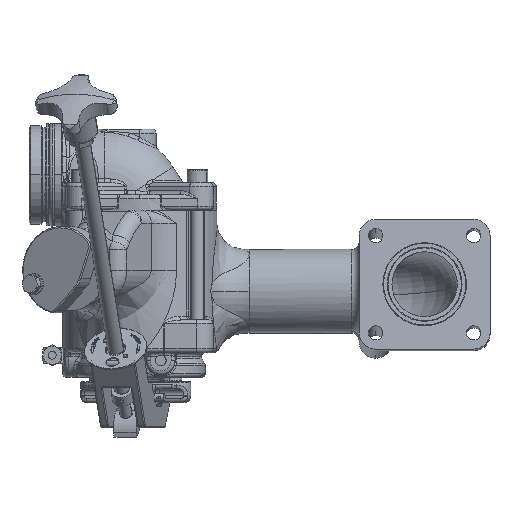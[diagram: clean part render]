
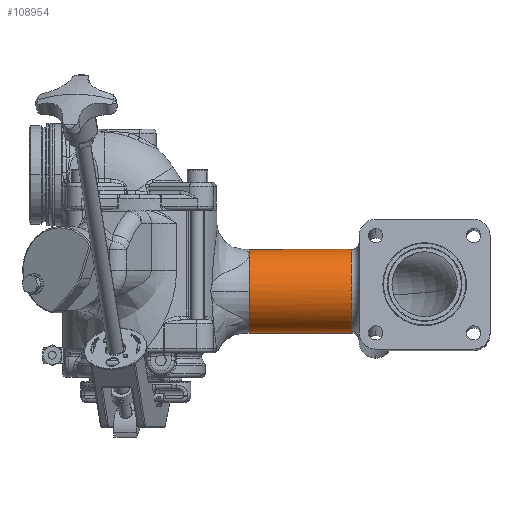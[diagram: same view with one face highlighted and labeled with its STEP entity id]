
A CAD part, front view. The second image highlights one B-rep face of the part: STEP entity #108954.
In plain terms, the highlighted cylindrical face has radius 32 mm (diameter 64 mm), a partial arc.
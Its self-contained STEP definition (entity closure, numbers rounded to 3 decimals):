
#5017 = AXIS2_PLACEMENT_3D ( 'NONE', #85995, #85975, #85973 ) ;
#5041 = AXIS2_PLACEMENT_3D ( 'NONE', #136755, #137211, #138355 ) ;
#5383 = AXIS2_PLACEMENT_3D ( 'NONE', #50667, #49094, #47775 ) ;
#24708 = VERTEX_POINT ( 'NONE', #93200 ) ;
#24716 = VERTEX_POINT ( 'NONE', #93014 ) ;
#28242 = ORIENTED_EDGE ( 'NONE', *, *, #74342, .T. ) ;
#28244 = ORIENTED_EDGE ( 'NONE', *, *, #82661, .T. ) ;
#28264 = ORIENTED_EDGE ( 'NONE', *, *, #74338, .T. ) ;
#29589 = ORIENTED_EDGE ( 'NONE', *, *, #74306, .T. ) ;
#29592 = ORIENTED_EDGE ( 'NONE', *, *, #74231, .T. ) ;
#29603 = ORIENTED_EDGE ( 'NONE', *, *, #74417, .F. ) ;
#29615 = ORIENTED_EDGE ( 'NONE', *, *, #74271, .T. ) ;
#42490 = VERTEX_POINT ( 'NONE', #85238 ) ;
#42763 = VERTEX_POINT ( 'NONE', #84971 ) ;
#43212 = VERTEX_POINT ( 'NONE', #85268 ) ;
#43308 = VERTEX_POINT ( 'NONE', #86250 ) ;
#43561 = VERTEX_POINT ( 'NONE', #85545 ) ;
#47775 = DIRECTION ( 'NONE',  ( 0., 0., -1. ) ) ;
#49094 = DIRECTION ( 'NONE',  ( 1., 0., 0. ) ) ;
#50667 = CARTESIAN_POINT ( 'NONE',  ( 83.7, 27., -62. ) ) ;
#64461 = DIRECTION ( 'NONE',  ( -1., 0., 0. ) ) ;
#64462 = DIRECTION ( 'NONE',  ( 0., 0., 1. ) ) ;
#64469 = CARTESIAN_POINT ( 'NONE',  ( 174., 27., -62. ) ) ;
#71520 = B_SPLINE_CURVE_WITH_KNOTS ( 'NONE', 3,
 ( #139067, #139024, #138435, #138941 ),
 .UNSPECIFIED., .F., .F.,
 ( 4, 4 ),
 ( 0., 0.001 ),
 .UNSPECIFIED. ) ;
#71532 = B_SPLINE_CURVE_WITH_KNOTS ( 'NONE', 3,
 ( #137223, #137368, #137380, #137382, #137379, #137377, #137375, #137373 ),
 .UNSPECIFIED., .F., .F.,
 ( 4, 2, 2, 4 ),
 ( 0.001, 0.006, 0.008, 0.01 ),
 .UNSPECIFIED. ) ;
#74231 = EDGE_CURVE ( 'NONE', #42490, #42763, #101101, .T. ) ;
#74271 = EDGE_CURVE ( 'NONE', #43212, #24716, #101364, .T. ) ;
#74306 = EDGE_CURVE ( 'NONE', #42763, #43308, #71520, .T. ) ;
#74338 = EDGE_CURVE ( 'NONE', #43561, #42490, #71532, .T. ) ;
#74342 = EDGE_CURVE ( 'NONE', #43308, #43212, #101282, .T. ) ;
#74417 = EDGE_CURVE ( 'NONE', #43561, #24708, #101068, .T. ) ;
#82661 = EDGE_CURVE ( 'NONE', #24716, #24708, #99551, .T. ) ;
#84971 = CARTESIAN_POINT ( 'NONE',  ( 162., 25.713, -30.026 ) ) ;
#85238 = CARTESIAN_POINT ( 'NONE',  ( 162., 18.016, -92.713 ) ) ;
#85268 = CARTESIAN_POINT ( 'NONE',  ( 83.7, 27., -30. ) ) ;
#85545 = CARTESIAN_POINT ( 'NONE',  ( 162.001, 27., -94. ) ) ;
#85973 = DIRECTION ( 'NONE',  ( 0., 0., -1. ) ) ;
#85975 = DIRECTION ( 'NONE',  ( -1., 0., 0. ) ) ;
#85995 = CARTESIAN_POINT ( 'NONE',  ( 162., 27., -62. ) ) ;
#86250 = CARTESIAN_POINT ( 'NONE',  ( 162.001, 27., -30. ) ) ;
#93014 = CARTESIAN_POINT ( 'NONE',  ( 83.7, -5., -62. ) ) ;
#93200 = CARTESIAN_POINT ( 'NONE',  ( 83.7, 27., -94. ) ) ;
#99551 = CIRCLE ( 'NONE', #5383, 32. ) ;
#101068 = LINE ( 'NONE', #138016, #101431 ) ;
#101101 = CIRCLE ( 'NONE', #5017, 32. ) ;
#101278 = VECTOR ( 'NONE', #137384, 1000. ) ;
#101282 = LINE ( 'NONE', #137391, #101278 ) ;
#101364 = CIRCLE ( 'NONE', #5041, 32. ) ;
#101431 = VECTOR ( 'NONE', #138014, 1000. ) ;
#105517 = AXIS2_PLACEMENT_3D ( 'NONE', #64469, #64461, #64462 ) ;
#108954 = ADVANCED_FACE ( 'NONE', ( #151570 ), #151569, .T. ) ;
#122760 = EDGE_LOOP ( 'NONE', ( #29603, #28264, #29592, #29589, #28242, #29615, #28244 ) ) ;
#136755 = CARTESIAN_POINT ( 'NONE',  ( 83.7, 27., -62. ) ) ;
#137211 = DIRECTION ( 'NONE',  ( 1., 0., 0. ) ) ;
#137223 = CARTESIAN_POINT ( 'NONE',  ( 162.001, 27., -94. ) ) ;
#137368 = CARTESIAN_POINT ( 'NONE',  ( 162.004, 25.48, -94. ) ) ;
#137373 = CARTESIAN_POINT ( 'NONE',  ( 162., 18.016, -92.713 ) ) ;
#137375 = CARTESIAN_POINT ( 'NONE',  ( 162., 18.749, -92.928 ) ) ;
#137377 = CARTESIAN_POINT ( 'NONE',  ( 162.002, 19.491, -93.116 ) ) ;
#137379 = CARTESIAN_POINT ( 'NONE',  ( 162.005, 20.978, -93.437 ) ) ;
#137380 = CARTESIAN_POINT ( 'NONE',  ( 162.008, 23.971, -93.892 ) ) ;
#137382 = CARTESIAN_POINT ( 'NONE',  ( 162.006, 21.724, -93.571 ) ) ;
#137384 = DIRECTION ( 'NONE',  ( -1., 0., 0. ) ) ;
#137391 = CARTESIAN_POINT ( 'NONE',  ( 174., 27., -30. ) ) ;
#138014 = DIRECTION ( 'NONE',  ( -1., 0., 0. ) ) ;
#138016 = CARTESIAN_POINT ( 'NONE',  ( 174., 27., -94. ) ) ;
#138355 = DIRECTION ( 'NONE',  ( 0., 0., -1. ) ) ;
#138435 = CARTESIAN_POINT ( 'NONE',  ( 162.001, 26.572, -30. ) ) ;
#138941 = CARTESIAN_POINT ( 'NONE',  ( 162.001, 27., -30. ) ) ;
#139024 = CARTESIAN_POINT ( 'NONE',  ( 162., 26.143, -30.009 ) ) ;
#139067 = CARTESIAN_POINT ( 'NONE',  ( 162., 25.713, -30.026 ) ) ;
#151569 = CYLINDRICAL_SURFACE ( 'NONE', #105517, 32. ) ;
#151570 = FACE_OUTER_BOUND ( 'NONE', #122760, .T. ) ;
